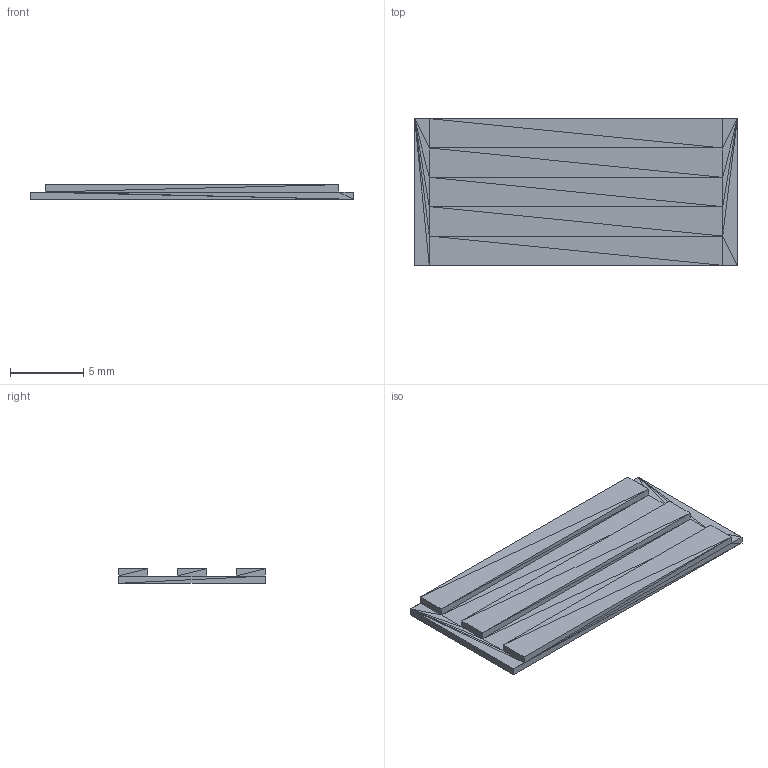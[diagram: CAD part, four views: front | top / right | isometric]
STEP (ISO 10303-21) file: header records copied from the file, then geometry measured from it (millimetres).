
FILE_DESCRIPTION(('FreeCAD Model'),'2;1');
FILE_NAME('printable-bushing.stp', '2011-11-21T21:33:18',('FreeCAD'),('FreeCAD'), 'Open CASCADE STEP processor 6.3','FreeCAD','Unknown');
FILE_SCHEMA(('AUTOMOTIVE_DESIGN_CC2 { 1 2 10303 214 -1 1 5 4 }'));
Length unit declared in the file: millimetre
Products named in the file (3): Open CASCADE STEP translator 6.3 7; Open CASCADE STEP translator 6.3 7.1; Open CASCADE STEP translator 6.3 7.2
Assembly tree (2 placements, depth 2):
  Open CASCADE STEP translator 6.3 7
    Open CASCADE STEP translator 6.3 7.1
    Open CASCADE STEP translator 6.3 7.2
Bounding box: 22 x 10 x 1 mm (x, y, z)
Volume: 170 mm3; surface area: 1076 mm2
Topology: 1 solids, 2 shells, 120 faces, 180 edges, 64 vertices
Faces by surface type: plane 120
Entity records: 4564 total; most frequent: CARTESIAN_POINT 907, DIRECTION 606, ORIENTED_EDGE 360, LINE 360, VECTOR 360, PCURVE 360, DEFINITIONAL_REPRESENTATION 360, EDGE_CURVE 180
